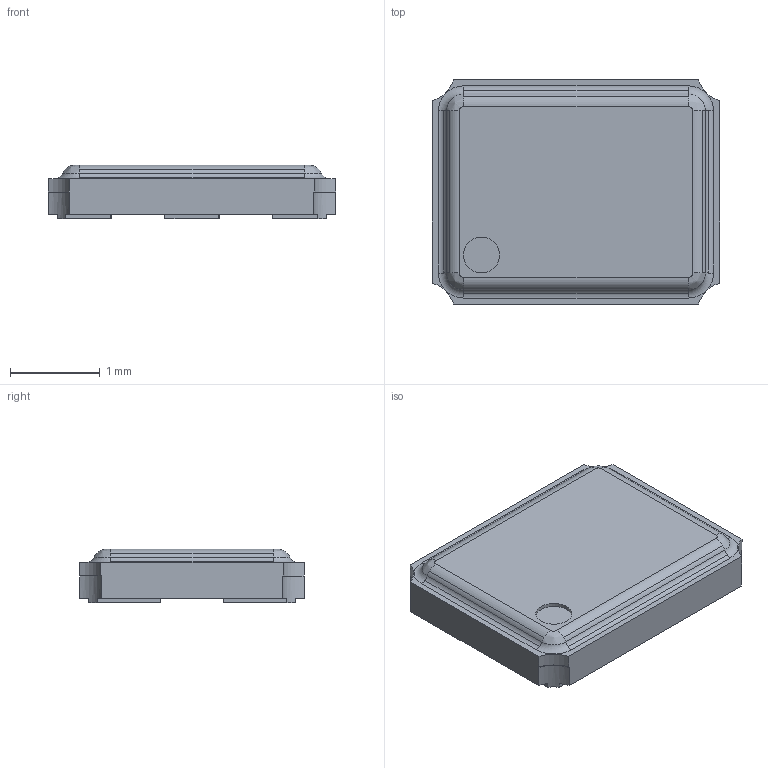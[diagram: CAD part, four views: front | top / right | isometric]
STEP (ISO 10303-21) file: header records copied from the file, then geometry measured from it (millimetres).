
FILE_DESCRIPTION(('STEP AP214'),'1');
FILE_NAME('Crystal 3.2x2.5_6p.stp','2023-01-27T15:15:07',(' '),(' '),'Spatial InterOp 3D',' ',' ');
FILE_SCHEMA(('AUTOMOTIVE_DESIGN { 1 0 10303 214 1 1 1 1 }'));
Length unit declared in the file: metre
Products named in the file (2): Crystal 3.2x2.5_6p; KX7 SMD Quartz Crystal Resonator 3.2x2.5mm
Assembly tree (1 placements, depth 2):
  Crystal 3.2x2.5_6p
    KX7 SMD Quartz Crystal Resonator 3.2x2.5mm
Bounding box: 3.2 x 2.5 x 0.6 mm (x, y, z)
Volume: 4.2 mm3; surface area: 21.5 mm2
Topology: 1 solids, 1 shells, 76 faces, 202 edges, 132 vertices
Faces by surface type: plane 42, cylinder 26, torus 4, bspline 4
Entity records: 2946 total; most frequent: CARTESIAN_POINT 444, DIRECTION 422, ORIENTED_EDGE 404, EDGE_CURVE 202, AXIS2_PLACEMENT_3D 146, VERTEX_POINT 132, LINE 130, VECTOR 130
